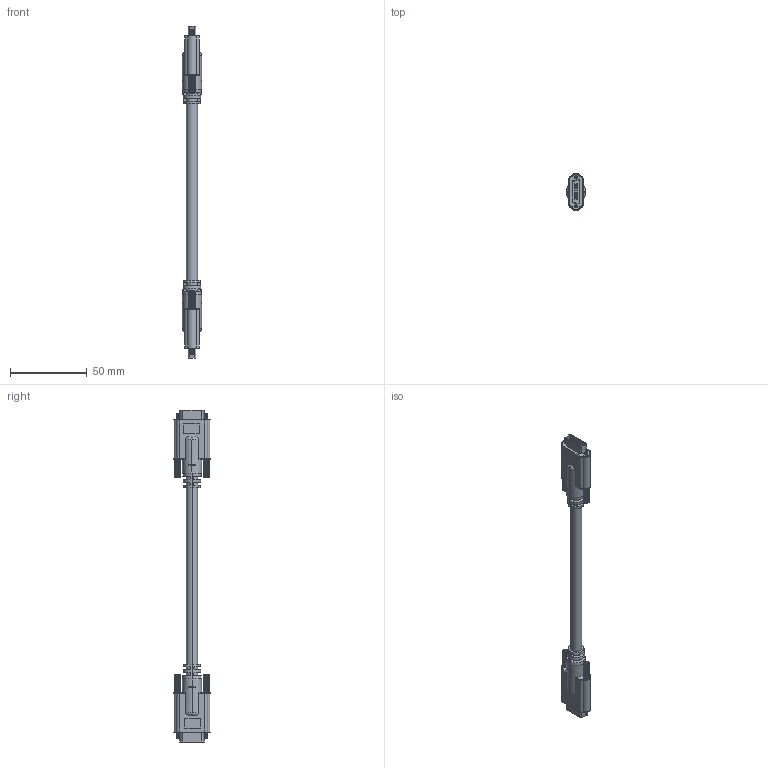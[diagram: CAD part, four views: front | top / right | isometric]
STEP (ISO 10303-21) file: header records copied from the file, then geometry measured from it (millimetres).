
FILE_DESCRIPTION (( 'STEP AP214' ), '1' );
FILE_NAME ('CLCA03_3D.STEP', '2022-06-17T18:58:29', ( '' ), ( '' ), 'SwSTEP 2.0', 'SolidWorks 2021', '' );
FILE_SCHEMA (( 'AUTOMOTIVE_DESIGN' ));
Length unit declared in the file: inch
Products named in the file (5): MCD-408C; PBOLT-11-SS; CLM26PM; CLCA03_3D
Assembly tree (6 placements, depth 3):
  CLCA03_3D
    MCD-408C
    CLM26PM  x2
      CLM26PM
      PBOLT-11-SS
Bounding box: 12.55 x 23.98 x 216.74 mm (x, y, z)
Volume: 20532.3 mm3; surface area: 13567.6 mm2
Topology: 7 solids, 7 shells, 1030 faces, 2940 edges, 1946 vertices
Faces by surface type: cylinder 688, plane 250, bspline 36, torus 36, cone 20
Entity records: 14993 total; most frequent: CARTESIAN_POINT 5847, ORIENTED_EDGE 1982, DIRECTION 1795, EDGE_CURVE 991, AXIS2_PLACEMENT_3D 656, VERTEX_POINT 654, LINE 483, VECTOR 483
